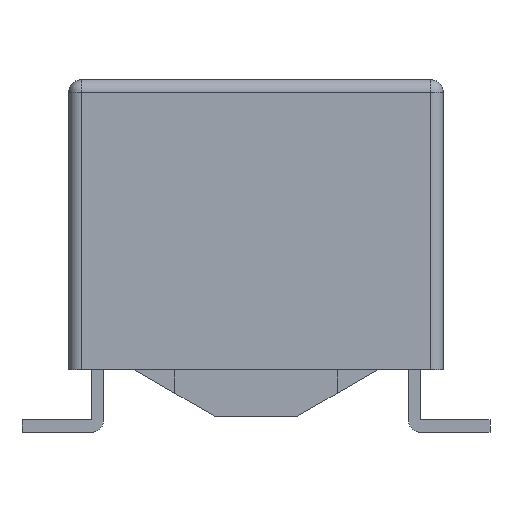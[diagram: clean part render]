
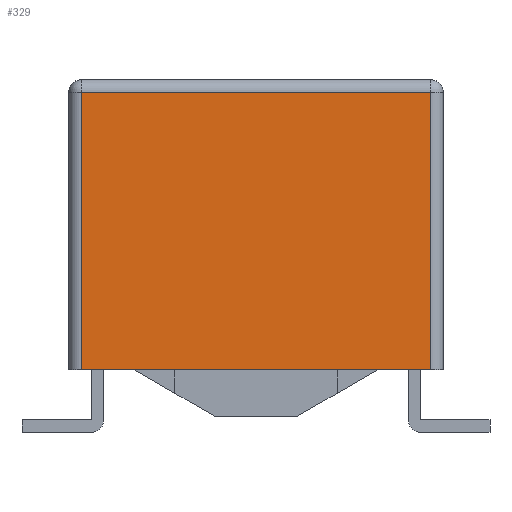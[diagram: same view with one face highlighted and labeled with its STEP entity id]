
A CAD part, left-side view. The second image highlights one B-rep face of the part: STEP entity #329.
In plain terms, the highlighted planar face has unit normal (-1, 0, 0).
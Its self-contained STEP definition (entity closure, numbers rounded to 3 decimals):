
#329=ADVANCED_FACE('',(#14270),#14272,.T.);
#14270=FACE_BOUND('',#14271,.T.);
#14271=EDGE_LOOP('',(#25221,#25222,#25223,#25224));
#14272=PLANE('',#14273);
#14273=AXIS2_PLACEMENT_3D('',#14274,#14275,#14276);
#14274=CARTESIAN_POINT('',(-5.,3.,1.));
#14275=DIRECTION('',(-1.,0.,0.));
#14276=DIRECTION('',(0.,-1.,0.));
#25221=ORIENTED_EDGE('',*,*,#33986,.F.);
#25222=ORIENTED_EDGE('',*,*,#33987,.F.);
#25223=ORIENTED_EDGE('',*,*,#33962,.T.);
#25224=ORIENTED_EDGE('',*,*,#33985,.T.);
#33962=EDGE_CURVE('',#38417,#38415,#38418,.T.);
#33985=EDGE_CURVE('',#38415,#38456,#38458,.T.);
#33986=EDGE_CURVE('',#38459,#38456,#38460,.T.);
#33987=EDGE_CURVE('',#38417,#38459,#38461,.T.);
#38415=VERTEX_POINT('',#45883);
#38417=VERTEX_POINT('',#45888);
#38418=LINE('',#45889,#45890);
#38456=VERTEX_POINT('',#45978);
#38458=LINE('',#45983,#45984);
#38459=VERTEX_POINT('',#45986);
#38460=LINE('',#45987,#45988);
#38461=LINE('',#45990,#45991);
#45883=CARTESIAN_POINT('',(-5.,-2.8,1.));
#45888=CARTESIAN_POINT('',(-5.,2.8,1.));
#45889=CARTESIAN_POINT('',(-5.,2.8,1.));
#45890=VECTOR('',#45891,1.);
#45891=DIRECTION('',(0.,-1.,0.));
#45978=CARTESIAN_POINT('',(-5.,-2.8,5.45));
#45983=CARTESIAN_POINT('',(-5.,-2.8,1.));
#45984=VECTOR('',#45985,1.);
#45985=DIRECTION('',(0.,0.,1.));
#45986=CARTESIAN_POINT('',(-5.,2.8,5.45));
#45987=CARTESIAN_POINT('',(-5.,2.8,5.45));
#45988=VECTOR('',#45989,1.);
#45989=DIRECTION('',(0.,-1.,0.));
#45990=CARTESIAN_POINT('',(-5.,2.8,1.));
#45991=VECTOR('',#45992,1.);
#45992=DIRECTION('',(0.,0.,1.));
